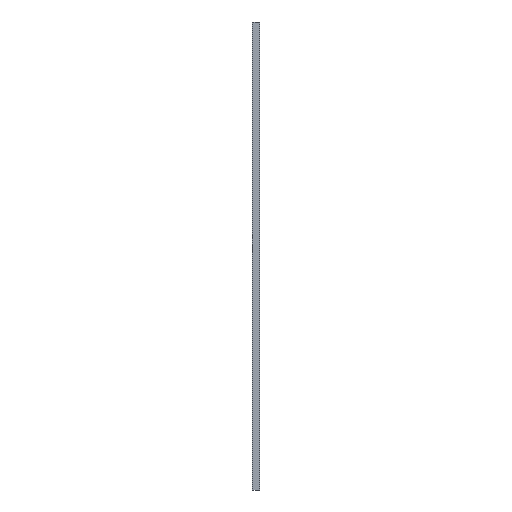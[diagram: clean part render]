
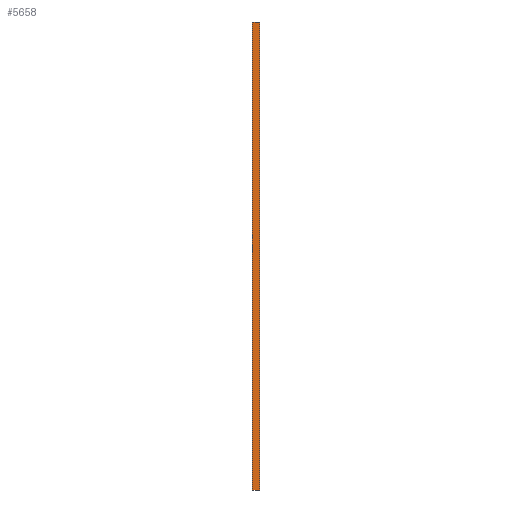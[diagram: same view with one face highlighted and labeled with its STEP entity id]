
A CAD part, left-side view. The second image highlights one B-rep face of the part: STEP entity #5658.
In plain terms, the highlighted planar face has unit normal (-1, 0, 0).
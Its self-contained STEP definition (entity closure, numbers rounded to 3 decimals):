
#525=FACE_OUTER_BOUND('',#921,.T.);
#921=EDGE_LOOP('',(#4178,#4179,#4180,#4181,#4182,#4183));
#1193=LINE('',#8086,#1745);
#1325=LINE('',#8602,#1877);
#1472=LINE('',#9147,#2024);
#1473=LINE('',#9149,#2025);
#1474=LINE('',#9151,#2026);
#1475=LINE('',#9152,#2027);
#1745=VECTOR('',#6481,10.);
#1877=VECTOR('',#6867,10.);
#2024=VECTOR('',#7276,10.);
#2025=VECTOR('',#7277,10.);
#2026=VECTOR('',#7278,10.);
#2027=VECTOR('',#7279,10.);
#2296=VERTEX_POINT('',#8083);
#2297=VERTEX_POINT('',#8085);
#2554=VERTEX_POINT('',#8600);
#2821=VERTEX_POINT('',#9146);
#2822=VERTEX_POINT('',#9148);
#2823=VERTEX_POINT('',#9150);
#2833=EDGE_CURVE('',#2296,#2297,#1193,.T.);
#3091=EDGE_CURVE('',#2554,#2296,#1325,.T.);
#3364=EDGE_CURVE('',#2821,#2554,#1472,.T.);
#3365=EDGE_CURVE('',#2822,#2821,#1473,.T.);
#3366=EDGE_CURVE('',#2823,#2822,#1474,.T.);
#3367=EDGE_CURVE('',#2823,#2297,#1475,.T.);
#4178=ORIENTED_EDGE('',*,*,#3091,.F.);
#4179=ORIENTED_EDGE('',*,*,#3364,.F.);
#4180=ORIENTED_EDGE('',*,*,#3365,.F.);
#4181=ORIENTED_EDGE('',*,*,#3366,.F.);
#4182=ORIENTED_EDGE('',*,*,#3367,.T.);
#4183=ORIENTED_EDGE('',*,*,#2833,.F.);
#5243=PLANE('',#6203);
#5658=ADVANCED_FACE('',(#525),#5243,.F.);
#6203=AXIS2_PLACEMENT_3D('',#9145,#7274,#7275);
#6481=DIRECTION('',(0.,0.,1.));
#6867=DIRECTION('',(0.,1.,0.));
#7274=DIRECTION('center_axis',(1.,0.,0.));
#7275=DIRECTION('ref_axis',(0.,0.,-1.));
#7276=DIRECTION('',(0.,1.,0.));
#7277=DIRECTION('',(0.,0.,-1.));
#7278=DIRECTION('',(0.,-1.,0.));
#7279=DIRECTION('',(0.,1.,0.));
#8083=CARTESIAN_POINT('',(0.,40.,0.));
#8085=CARTESIAN_POINT('',(0.,40.,2520.));
#8086=CARTESIAN_POINT('',(0.,40.,1260.));
#8600=CARTESIAN_POINT('',(0.,37.,0.));
#8602=CARTESIAN_POINT('',(0.,57.811,0.));
#9145=CARTESIAN_POINT('Origin',(0.,77.122,1260.));
#9146=CARTESIAN_POINT('',(0.,0.,0.));
#9147=CARTESIAN_POINT('',(0.,117.244,0.));
#9148=CARTESIAN_POINT('',(0.,0.,2520.));
#9149=CARTESIAN_POINT('',(0.,0.,0.));
#9150=CARTESIAN_POINT('',(0.,37.,2520.));
#9151=CARTESIAN_POINT('',(0.,0.,2520.));
#9152=CARTESIAN_POINT('',(0.,58.561,2520.));
